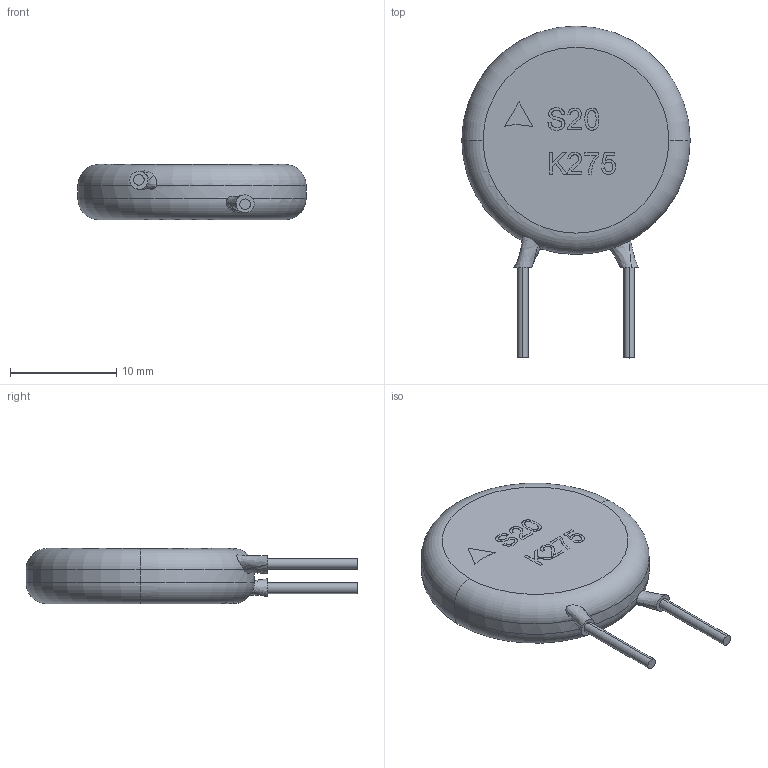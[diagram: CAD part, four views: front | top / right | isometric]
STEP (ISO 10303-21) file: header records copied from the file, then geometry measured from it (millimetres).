
FILE_DESCRIPTION (( 'STEP AP214' ), '1' );
FILE_NAME ('B8CF8E7A-8D6F-46F1-86E0-D63A94F7D4D1.STEP', '2008-07-15T17:24:53', ( 'sysAdmin' ), ( 'SolidWorks' ), 'SwSTEP 2.0', 'SolidWorks 2008', '' );
FILE_SCHEMA (( 'AUTOMOTIVE_DESIGN' ));
Length unit declared in the file: millimetre
Products named in the file (1): B8CF8E7A-8D6F-46F1-86E0-D63A94F7D4D1
Bounding box: 21.5 x 31.25 x 5.21 mm (x, y, z)
Volume: 1799.7 mm3; surface area: 1036.5 mm2
Topology: 1 solids, 1 shells, 120 faces, 317 edges, 210 vertices
Faces by surface type: bspline 58, plane 51, cylinder 7, torus 4
Entity records: 8150 total; most frequent: CARTESIAN_POINT 4216, ORIENTED_EDGE 634, DIRECTION 351, EDGE_CURVE 317, VERTEX_POINT 210, VECTOR 169, LINE 169, EDGE_LOOP 131
